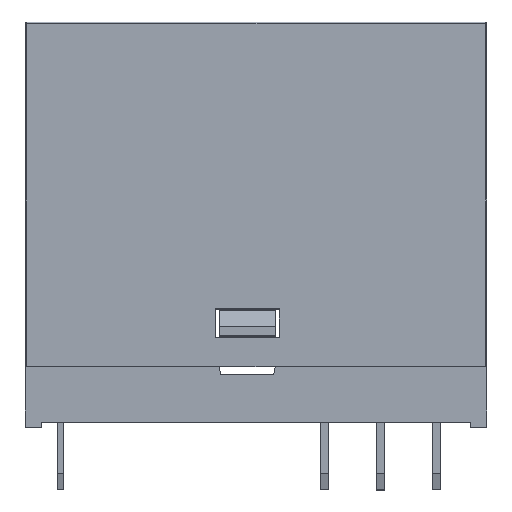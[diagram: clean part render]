
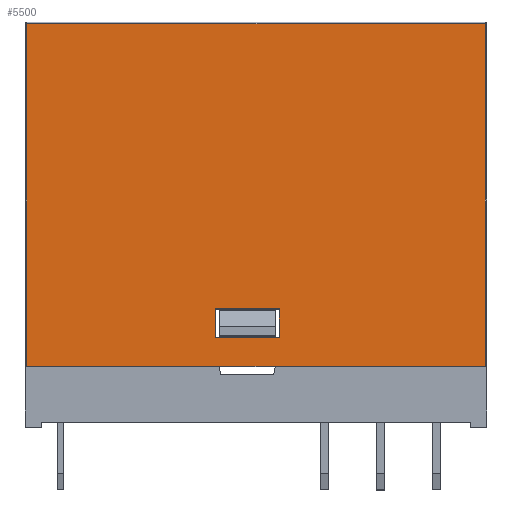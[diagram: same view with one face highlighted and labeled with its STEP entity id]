
A CAD part, top view. The second image highlights one B-rep face of the part: STEP entity #5500.
In plain terms, the highlighted face is planar.
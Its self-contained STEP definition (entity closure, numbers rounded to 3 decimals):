
#5500=ADVANCED_FACE('',(#9272,#9274),#9276,.T.);
#9272=FACE_BOUND('',#9273,.T.);
#9273=EDGE_LOOP('',(#12130,#12131,#12132,#12133));
#9274=FACE_BOUND('',#9275,.T.);
#9275=EDGE_LOOP('',(#12134,#12135,#12136,#12137));
#9276=PLANE('',#9277);
#9277=AXIS2_PLACEMENT_3D('',#9278,#9279,#9280);
#9278=CARTESIAN_POINT('',(14.4,-6.35,-10.35));
#9279=DIRECTION('',(0.,-1.,0.));
#9280=DIRECTION('',(0.,0.,-1.));
#12130=ORIENTED_EDGE('',*,*,#13554,.T.);
#12131=ORIENTED_EDGE('',*,*,#13631,.T.);
#12132=ORIENTED_EDGE('',*,*,#13632,.T.);
#12133=ORIENTED_EDGE('',*,*,#13633,.T.);
#12134=ORIENTED_EDGE('',*,*,#13583,.T.);
#12135=ORIENTED_EDGE('',*,*,#13577,.T.);
#12136=ORIENTED_EDGE('',*,*,#13584,.T.);
#12137=ORIENTED_EDGE('',*,*,#13580,.T.);
#13554=EDGE_CURVE('',#15825,#15823,#15826,.T.);
#13577=EDGE_CURVE('',#15867,#15868,#15869,.T.);
#13580=EDGE_CURVE('',#15872,#15873,#15874,.T.);
#13583=EDGE_CURVE('',#15873,#15867,#15877,.T.);
#13584=EDGE_CURVE('',#15868,#15872,#15878,.T.);
#13631=EDGE_CURVE('',#15823,#15943,#15944,.T.);
#13632=EDGE_CURVE('',#15943,#15945,#15946,.T.);
#13633=EDGE_CURVE('',#15945,#15825,#15947,.T.);
#15823=VERTEX_POINT('',#20817);
#15825=VERTEX_POINT('',#20822);
#15826=LINE('',#20823,#20824);
#15867=VERTEX_POINT('',#20913);
#15868=VERTEX_POINT('',#20914);
#15869=LINE('',#20915,#20916);
#15872=VERTEX_POINT('',#20924);
#15873=VERTEX_POINT('',#20925);
#15874=LINE('',#20926,#20927);
#15877=LINE('',#20935,#20936);
#15878=LINE('',#20938,#20939);
#15943=VERTEX_POINT('',#21099);
#15944=LINE('',#21100,#21101);
#15945=VERTEX_POINT('',#21103);
#15946=LINE('',#21104,#21105);
#15947=LINE('',#21107,#21108);
#20817=CARTESIAN_POINT('',(14.3,-6.35,-10.35));
#20822=CARTESIAN_POINT('',(-14.3,-6.35,-10.35));
#20823=CARTESIAN_POINT('',(-14.3,-6.35,-10.35));
#20824=VECTOR('',#20825,1.);
#20825=DIRECTION('',(1.,0.,0.));
#20913=CARTESIAN_POINT('',(1.45,-6.35,-8.55));
#20914=CARTESIAN_POINT('',(-2.55,-6.35,-8.55));
#20915=CARTESIAN_POINT('',(1.45,-6.35,-8.55));
#20916=VECTOR('',#20917,1.);
#20917=DIRECTION('',(-1.,0.,0.));
#20924=CARTESIAN_POINT('',(-2.55,-6.35,-6.75));
#20925=CARTESIAN_POINT('',(1.45,-6.35,-6.75));
#20926=CARTESIAN_POINT('',(-2.55,-6.35,-6.75));
#20927=VECTOR('',#20928,1.);
#20928=DIRECTION('',(1.,0.,0.));
#20935=CARTESIAN_POINT('',(1.45,-6.35,-6.75));
#20936=VECTOR('',#20937,1.);
#20937=DIRECTION('',(0.,0.,-1.));
#20938=CARTESIAN_POINT('',(-2.55,-6.35,-8.55));
#20939=VECTOR('',#20940,1.);
#20940=DIRECTION('',(0.,0.,1.));
#21099=CARTESIAN_POINT('',(14.3,-6.35,11.05));
#21100=CARTESIAN_POINT('',(14.3,-6.35,-10.35));
#21101=VECTOR('',#21102,1.);
#21102=DIRECTION('',(0.,0.,1.));
#21103=CARTESIAN_POINT('',(-14.3,-6.35,11.05));
#21104=CARTESIAN_POINT('',(14.3,-6.35,11.05));
#21105=VECTOR('',#21106,1.);
#21106=DIRECTION('',(-1.,0.,0.));
#21107=CARTESIAN_POINT('',(-14.3,-6.35,11.05));
#21108=VECTOR('',#21109,1.);
#21109=DIRECTION('',(0.,0.,-1.));
